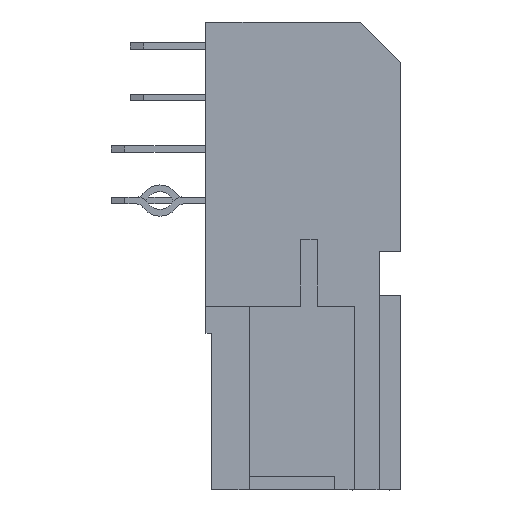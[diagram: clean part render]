
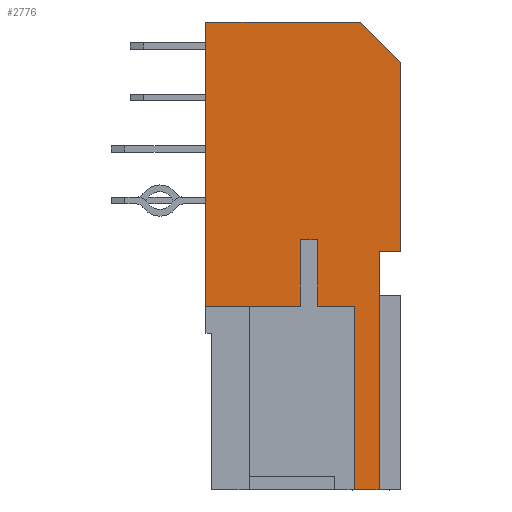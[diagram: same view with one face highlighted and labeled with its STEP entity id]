
A CAD part, left-side view. The second image highlights one B-rep face of the part: STEP entity #2776.
In plain terms, the highlighted planar face has unit normal (-1, 0, 0).
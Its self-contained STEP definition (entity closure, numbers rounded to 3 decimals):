
#728=CARTESIAN_POINT('',(-16.365,-2.7,-8.65));
#729=VERTEX_POINT('',#728);
#739=CARTESIAN_POINT('',(-16.365,-1.781,-8.65));
#740=VERTEX_POINT('',#739);
#741=CARTESIAN_POINT('',(-16.365,-2.7,-8.65));
#742=CARTESIAN_POINT('',(-16.365,-2.516,-8.65));
#743=CARTESIAN_POINT('',(-16.365,-2.332,-8.65));
#744=CARTESIAN_POINT('',(-16.365,-2.149,-8.65));
#745=CARTESIAN_POINT('',(-16.365,-1.965,-8.65));
#746=CARTESIAN_POINT('',(-16.365,-1.781,-8.65));
#747=B_SPLINE_CURVE_WITH_KNOTS('',5,(#741,#742,#743,#744,#745,#746),.UNSPECIFIED.,.F.,.U.,(6,6),(0.,0.919),.UNSPECIFIED.);
#748=EDGE_CURVE('',#729,#740,#747,.T.);
#2625=CARTESIAN_POINT('',(-16.365,-2.7,0.15));
#2626=VERTEX_POINT('',#2625);
#2636=CARTESIAN_POINT('',(-16.365,-2.7,0.15));
#2637=CARTESIAN_POINT('',(-16.365,-2.7,-1.61));
#2638=CARTESIAN_POINT('',(-16.365,-2.7,-3.37));
#2639=CARTESIAN_POINT('',(-16.365,-2.7,-5.13));
#2640=CARTESIAN_POINT('',(-16.365,-2.7,-6.89));
#2641=CARTESIAN_POINT('',(-16.365,-2.7,-8.65));
#2642=B_SPLINE_CURVE_WITH_KNOTS('',5,(#2636,#2637,#2638,#2639,#2640,#2641),.UNSPECIFIED.,.F.,.U.,(6,6),(0.,8.8),.UNSPECIFIED.);
#2643=EDGE_CURVE('',#2626,#729,#2642,.T.);
#2648=CARTESIAN_POINT('',(-16.365,0.1,0.));
#2649=DIRECTION('',(0.,0.,1.));
#2650=DIRECTION('',(-1.,0.,0.));
#2651=AXIS2_PLACEMENT_3D('',#2648,#2650,#2649);
#2652=PLANE('',#2651);
#2653=CARTESIAN_POINT('',(-16.365,0.192,0.607));
#2654=VERTEX_POINT('',#2653);
#2655=CARTESIAN_POINT('',(-16.365,-0.408,0.607));
#2656=VERTEX_POINT('',#2655);
#2657=CARTESIAN_POINT('',(-16.365,0.192,0.607));
#2658=CARTESIAN_POINT('',(-16.365,0.072,0.607));
#2659=CARTESIAN_POINT('',(-16.365,-0.048,0.607));
#2660=CARTESIAN_POINT('',(-16.365,-0.168,0.607));
#2661=CARTESIAN_POINT('',(-16.365,-0.288,0.607));
#2662=CARTESIAN_POINT('',(-16.365,-0.408,0.607));
#2663=B_SPLINE_CURVE_WITH_KNOTS('',5,(#2657,#2658,#2659,#2660,#2661,#2662),.UNSPECIFIED.,.F.,.U.,(6,6),(0.,0.6),.UNSPECIFIED.);
#2664=EDGE_CURVE('',#2654,#2656,#2663,.T.);
#2665=ORIENTED_EDGE('',*,*,#2664,.T.);
#2666=CARTESIAN_POINT('',(-16.365,-0.408,-1.855));
#2667=VERTEX_POINT('',#2666);
#2668=CARTESIAN_POINT('',(-16.365,-0.408,0.607));
#2669=CARTESIAN_POINT('',(-16.365,-0.408,0.114));
#2670=CARTESIAN_POINT('',(-16.365,-0.408,-0.378));
#2671=CARTESIAN_POINT('',(-16.365,-0.408,-0.87));
#2672=CARTESIAN_POINT('',(-16.365,-0.408,-1.363));
#2673=CARTESIAN_POINT('',(-16.365,-0.408,-1.855));
#2674=B_SPLINE_CURVE_WITH_KNOTS('',5,(#2668,#2669,#2670,#2671,#2672,#2673),.UNSPECIFIED.,.F.,.U.,(6,6),(0.,2.462),.UNSPECIFIED.);
#2675=EDGE_CURVE('',#2656,#2667,#2674,.T.);
#2676=ORIENTED_EDGE('',*,*,#2675,.T.);
#2677=CARTESIAN_POINT('',(-16.365,-1.781,-1.855));
#2678=VERTEX_POINT('',#2677);
#2679=CARTESIAN_POINT('',(-16.365,-0.408,-1.855));
#2680=CARTESIAN_POINT('',(-16.365,-0.683,-1.855));
#2681=CARTESIAN_POINT('',(-16.365,-0.957,-1.855));
#2682=CARTESIAN_POINT('',(-16.365,-1.232,-1.855));
#2683=CARTESIAN_POINT('',(-16.365,-1.506,-1.855));
#2684=CARTESIAN_POINT('',(-16.365,-1.781,-1.855));
#2685=B_SPLINE_CURVE_WITH_KNOTS('',5,(#2679,#2680,#2681,#2682,#2683,#2684),.UNSPECIFIED.,.F.,.U.,(6,6),(0.,1.373),.UNSPECIFIED.);
#2686=EDGE_CURVE('',#2667,#2678,#2685,.T.);
#2687=ORIENTED_EDGE('',*,*,#2686,.T.);
#2688=CARTESIAN_POINT('',(-16.365,-1.781,-1.855));
#2689=CARTESIAN_POINT('',(-16.365,-1.781,-3.214));
#2690=CARTESIAN_POINT('',(-16.365,-1.781,-4.573));
#2691=CARTESIAN_POINT('',(-16.365,-1.781,-5.932));
#2692=CARTESIAN_POINT('',(-16.365,-1.781,-7.291));
#2693=CARTESIAN_POINT('',(-16.365,-1.781,-8.65));
#2694=B_SPLINE_CURVE_WITH_KNOTS('',5,(#2688,#2689,#2690,#2691,#2692,#2693),.UNSPECIFIED.,.F.,.U.,(6,6),(0.,6.795),.UNSPECIFIED.);
#2695=EDGE_CURVE('',#2678,#740,#2694,.T.);
#2696=ORIENTED_EDGE('',*,*,#2695,.T.);
#2697=ORIENTED_EDGE('',*,*,#748,.F.);
#2698=ORIENTED_EDGE('',*,*,#2643,.F.);
#2699=CARTESIAN_POINT('',(-16.365,-3.5,0.15));
#2700=VERTEX_POINT('',#2699);
#2701=CARTESIAN_POINT('',(-16.365,-2.7,0.15));
#2702=CARTESIAN_POINT('',(-16.365,-2.86,0.15));
#2703=CARTESIAN_POINT('',(-16.365,-3.02,0.15));
#2704=CARTESIAN_POINT('',(-16.365,-3.18,0.15));
#2705=CARTESIAN_POINT('',(-16.365,-3.34,0.15));
#2706=CARTESIAN_POINT('',(-16.365,-3.5,0.15));
#2707=B_SPLINE_CURVE_WITH_KNOTS('',5,(#2701,#2702,#2703,#2704,#2705,#2706),.UNSPECIFIED.,.F.,.U.,(6,6),(0.,0.8),.UNSPECIFIED.);
#2708=EDGE_CURVE('',#2626,#2700,#2707,.T.);
#2709=ORIENTED_EDGE('',*,*,#2708,.T.);
#2710=CARTESIAN_POINT('',(-16.365,-3.5,7.15));
#2711=VERTEX_POINT('',#2710);
#2712=CARTESIAN_POINT('',(-16.365,-3.5,0.15));
#2713=CARTESIAN_POINT('',(-16.365,-3.5,1.55));
#2714=CARTESIAN_POINT('',(-16.365,-3.5,2.95));
#2715=CARTESIAN_POINT('',(-16.365,-3.5,4.35));
#2716=CARTESIAN_POINT('',(-16.365,-3.5,5.75));
#2717=CARTESIAN_POINT('',(-16.365,-3.5,7.15));
#2718=B_SPLINE_CURVE_WITH_KNOTS('',5,(#2712,#2713,#2714,#2715,#2716,#2717),.UNSPECIFIED.,.F.,.U.,(6,6),(0.,7.),.UNSPECIFIED.);
#2719=EDGE_CURVE('',#2700,#2711,#2718,.T.);
#2720=ORIENTED_EDGE('',*,*,#2719,.T.);
#2721=CARTESIAN_POINT('',(-16.365,-2.,8.65));
#2722=VERTEX_POINT('',#2721);
#2723=CARTESIAN_POINT('',(-16.365,-3.5,7.15));
#2724=CARTESIAN_POINT('',(-16.365,-3.2,7.45));
#2725=CARTESIAN_POINT('',(-16.365,-2.9,7.75));
#2726=CARTESIAN_POINT('',(-16.365,-2.6,8.05));
#2727=CARTESIAN_POINT('',(-16.365,-2.3,8.35));
#2728=CARTESIAN_POINT('',(-16.365,-2.,8.65));
#2729=B_SPLINE_CURVE_WITH_KNOTS('',5,(#2723,#2724,#2725,#2726,#2727,#2728),.UNSPECIFIED.,.F.,.U.,(6,6),(0.,2.121),.UNSPECIFIED.);
#2730=EDGE_CURVE('',#2711,#2722,#2729,.T.);
#2731=ORIENTED_EDGE('',*,*,#2730,.T.);
#2732=CARTESIAN_POINT('',(-16.365,3.7,8.65));
#2733=VERTEX_POINT('',#2732);
#2734=CARTESIAN_POINT('',(-16.365,-2.,8.65));
#2735=CARTESIAN_POINT('',(-16.365,-0.86,8.65));
#2736=CARTESIAN_POINT('',(-16.365,0.28,8.65));
#2737=CARTESIAN_POINT('',(-16.365,1.42,8.65));
#2738=CARTESIAN_POINT('',(-16.365,2.56,8.65));
#2739=CARTESIAN_POINT('',(-16.365,3.7,8.65));
#2740=B_SPLINE_CURVE_WITH_KNOTS('',5,(#2734,#2735,#2736,#2737,#2738,#2739),.UNSPECIFIED.,.F.,.U.,(6,6),(0.,5.7),.UNSPECIFIED.);
#2741=EDGE_CURVE('',#2722,#2733,#2740,.T.);
#2742=ORIENTED_EDGE('',*,*,#2741,.T.);
#2743=CARTESIAN_POINT('',(-16.365,3.7,-1.855));
#2744=VERTEX_POINT('',#2743);
#2745=CARTESIAN_POINT('',(-16.365,3.7,8.65));
#2746=CARTESIAN_POINT('',(-16.365,3.7,6.549));
#2747=CARTESIAN_POINT('',(-16.365,3.7,4.448));
#2748=CARTESIAN_POINT('',(-16.365,3.7,2.347));
#2749=CARTESIAN_POINT('',(-16.365,3.7,0.246));
#2750=CARTESIAN_POINT('',(-16.365,3.7,-1.855));
#2751=B_SPLINE_CURVE_WITH_KNOTS('',5,(#2745,#2746,#2747,#2748,#2749,#2750),.UNSPECIFIED.,.F.,.U.,(6,6),(0.,10.505),.UNSPECIFIED.);
#2752=EDGE_CURVE('',#2733,#2744,#2751,.T.);
#2753=ORIENTED_EDGE('',*,*,#2752,.T.);
#2754=CARTESIAN_POINT('',(-16.365,0.192,-1.855));
#2755=VERTEX_POINT('',#2754);
#2756=CARTESIAN_POINT('',(-16.365,3.7,-1.855));
#2757=CARTESIAN_POINT('',(-16.365,2.998,-1.855));
#2758=CARTESIAN_POINT('',(-16.365,2.297,-1.855));
#2759=CARTESIAN_POINT('',(-16.365,1.595,-1.855));
#2760=CARTESIAN_POINT('',(-16.365,0.893,-1.855));
#2761=CARTESIAN_POINT('',(-16.365,0.192,-1.855));
#2762=B_SPLINE_CURVE_WITH_KNOTS('',5,(#2756,#2757,#2758,#2759,#2760,#2761),.UNSPECIFIED.,.F.,.U.,(6,6),(0.,3.508),.UNSPECIFIED.);
#2763=EDGE_CURVE('',#2744,#2755,#2762,.T.);
#2764=ORIENTED_EDGE('',*,*,#2763,.T.);
#2765=CARTESIAN_POINT('',(-16.365,0.192,-1.855));
#2766=CARTESIAN_POINT('',(-16.365,0.192,-1.363));
#2767=CARTESIAN_POINT('',(-16.365,0.192,-0.87));
#2768=CARTESIAN_POINT('',(-16.365,0.192,-0.378));
#2769=CARTESIAN_POINT('',(-16.365,0.192,0.114));
#2770=CARTESIAN_POINT('',(-16.365,0.192,0.607));
#2771=B_SPLINE_CURVE_WITH_KNOTS('',5,(#2765,#2766,#2767,#2768,#2769,#2770),.UNSPECIFIED.,.F.,.U.,(6,6),(0.,2.462),.UNSPECIFIED.);
#2772=EDGE_CURVE('',#2755,#2654,#2771,.T.);
#2773=ORIENTED_EDGE('',*,*,#2772,.T.);
#2774=EDGE_LOOP('',(#2665,#2676,#2687,#2696,#2697,#2698,#2709,#2720,#2731,#2742,#2753,#2764,#2773));
#2775=FACE_OUTER_BOUND('',#2774,.T.);
#2776=ADVANCED_FACE('',(#2775),#2652,.T.);
